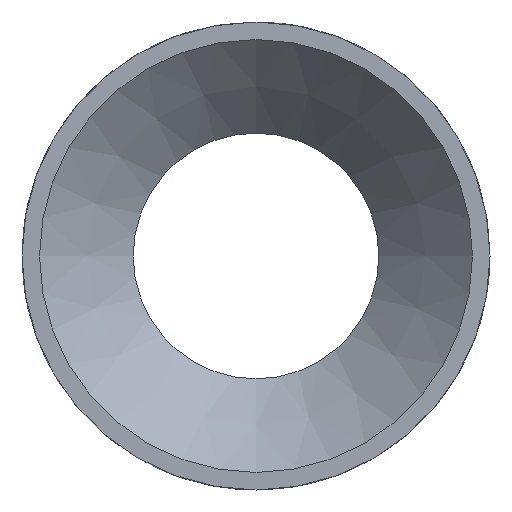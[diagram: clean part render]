
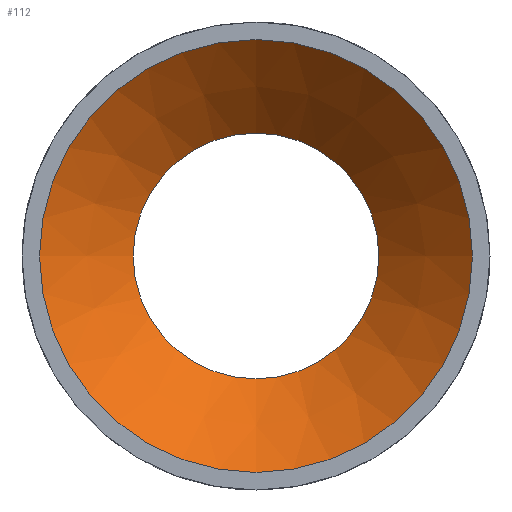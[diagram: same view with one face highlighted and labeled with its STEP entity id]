
A CAD part, front view. The second image highlights one B-rep face of the part: STEP entity #112.
In plain terms, the highlighted conical face has half-angle 45 degrees and reference radius 7.25 mm.
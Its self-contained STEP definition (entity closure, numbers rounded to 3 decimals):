
#28=FACE_OUTER_BOUND('',#35,.T.);
#35=EDGE_LOOP('',(#83,#84,#85,#86,#87));
#45=LINE('',#192,#49);
#49=VECTOR('',#161,7.25);
#53=CIRCLE('',#143,9.25);
#54=CIRCLE('',#144,5.25);
#55=CIRCLE('',#145,5.25);
#59=VERTEX_POINT('',#189);
#60=VERTEX_POINT('',#191);
#61=VERTEX_POINT('',#193);
#69=EDGE_CURVE('',#59,#59,#53,.T.);
#70=EDGE_CURVE('',#59,#60,#45,.T.);
#71=EDGE_CURVE('',#60,#61,#54,.T.);
#72=EDGE_CURVE('',#61,#60,#55,.T.);
#83=ORIENTED_EDGE('',*,*,#69,.T.);
#84=ORIENTED_EDGE('',*,*,#70,.T.);
#85=ORIENTED_EDGE('',*,*,#71,.T.);
#86=ORIENTED_EDGE('',*,*,#72,.T.);
#87=ORIENTED_EDGE('',*,*,#70,.F.);
#111=CONICAL_SURFACE('',#142,7.25,0.785);
#112=ADVANCED_FACE('',(#28),#111,.F.);
#142=AXIS2_PLACEMENT_3D('',#188,#157,#158);
#143=AXIS2_PLACEMENT_3D('',#190,#159,#160);
#144=AXIS2_PLACEMENT_3D('',#194,#162,#163);
#145=AXIS2_PLACEMENT_3D('',#195,#164,#165);
#157=DIRECTION('center_axis',(0.,-1.,0.));
#158=DIRECTION('ref_axis',(-1.,0.,0.));
#159=DIRECTION('center_axis',(0.,-1.,0.));
#160=DIRECTION('ref_axis',(-1.,0.,0.));
#161=DIRECTION('',(-0.707,0.707,0.));
#162=DIRECTION('center_axis',(0.,1.,0.));
#163=DIRECTION('ref_axis',(-1.,0.,0.));
#164=DIRECTION('center_axis',(0.,1.,0.));
#165=DIRECTION('ref_axis',(-1.,0.,0.));
#188=CARTESIAN_POINT('Origin',(0.,2.,0.));
#189=CARTESIAN_POINT('',(9.25,0.,0.));
#190=CARTESIAN_POINT('Origin',(0.,0.,0.));
#191=CARTESIAN_POINT('',(5.25,4.,0.));
#192=CARTESIAN_POINT('',(7.25,2.,0.));
#193=CARTESIAN_POINT('',(-5.25,4.,0.));
#194=CARTESIAN_POINT('Origin',(0.,4.,0.));
#195=CARTESIAN_POINT('Origin',(0.,4.,0.));
